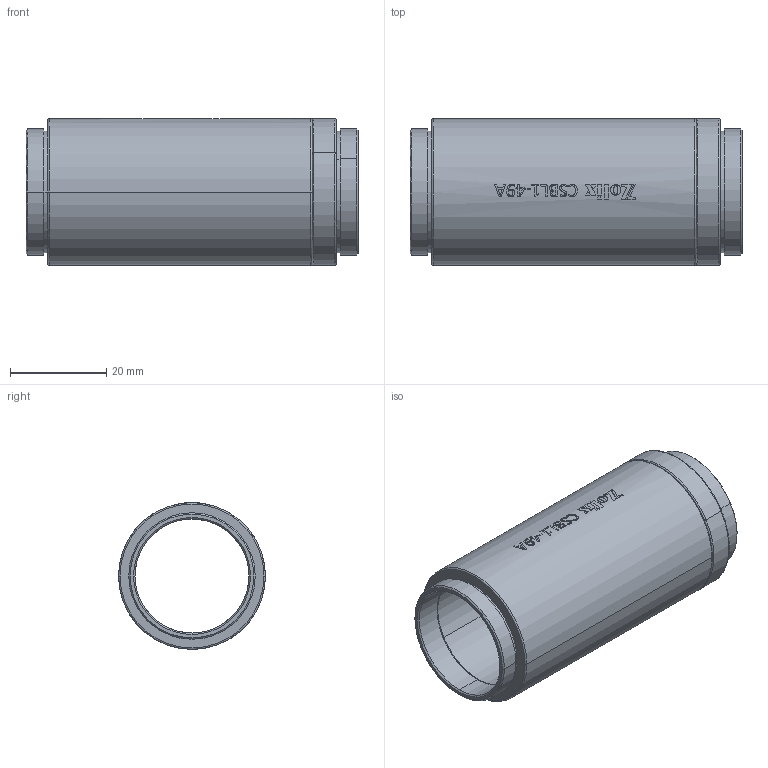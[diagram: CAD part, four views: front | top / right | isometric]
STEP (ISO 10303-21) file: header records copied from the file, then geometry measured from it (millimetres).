
FILE_DESCRIPTION (( 'STEP AP203' ), '1' );
FILE_NAME ('CSBL1-49A.STEP', '2025-11-13T01:45:43', ( '' ), ( '' ), 'SwSTEP 2.0', 'SolidWorks 2020', '' );
FILE_SCHEMA (( 'CONFIG_CONTROL_DESIGN' ));
Length unit declared in the file: millimetre
Products named in the file (1): CSBL1-49A
Bounding box: 69 x 30.5 x 30.5 mm (x, y, z)
Volume: 17370.1 mm3; surface area: 22394.6 mm2
Topology: 2 solids, 2 shells, 387 faces, 1007 edges, 658 vertices
Faces by surface type: bspline 246, plane 67, cylinder 52, cone 18, torus 4
Entity records: 22691 total; most frequent: CARTESIAN_POINT 15220, ORIENTED_EDGE 2014, EDGE_CURVE 1007, B_SPLINE_CURVE_WITH_KNOTS 721, DIRECTION 692, VERTEX_POINT 658, EDGE_LOOP 425, ADVANCED_FACE 387
